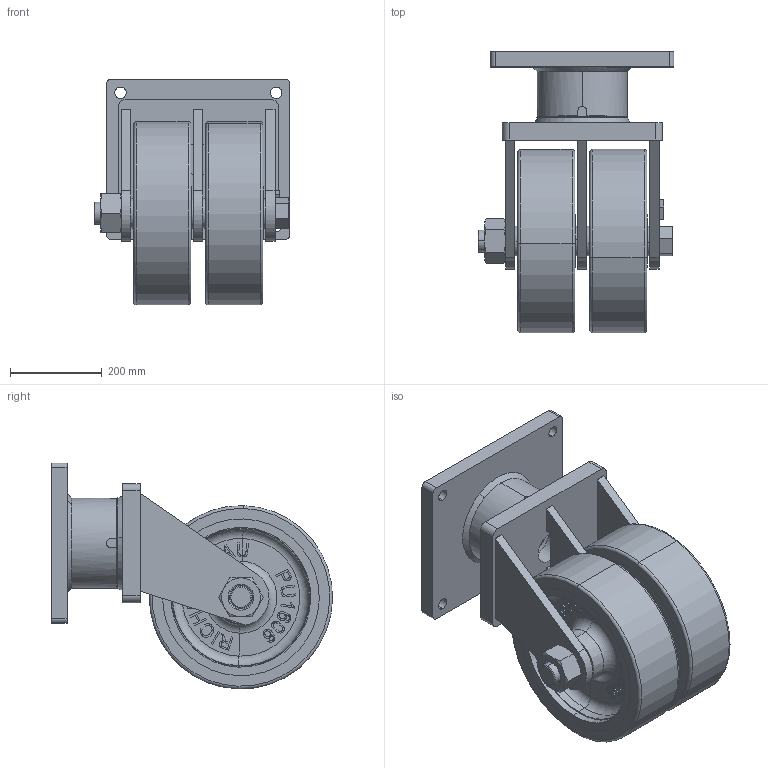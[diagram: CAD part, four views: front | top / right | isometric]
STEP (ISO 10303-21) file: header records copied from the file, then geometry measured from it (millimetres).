
FILE_DESCRIPTION (( 'STEP AP203' ), '1' );
FILE_NAME ('S1652.STEP', '2020-02-26T03:59:47', ( '' ), ( '' ), 'SwSTEP 2.0', 'SolidWorks 2013', '' );
FILE_SCHEMA (( 'CONFIG_CONTROL_DESIGN' ));
Length unit declared in the file: millimetre
Products named in the file (1): S1652
Bounding box: 427.5 x 613.49 x 492.99 mm (x, y, z)
Volume: 31589363.7 mm3; surface area: 2900766.7 mm2
Topology: 17 solids, 17 shells, 1238 faces, 3145 edges, 2059 vertices
Faces by surface type: plane 580, bspline 370, cylinder 117, cone 104, torus 67
Entity records: 62609 total; most frequent: CARTESIAN_POINT 35664, ORIENTED_EDGE 6290, DIRECTION 4110, EDGE_CURVE 3145, VERTEX_POINT 2059, LINE 1504, VECTOR 1504, EDGE_LOOP 1402
